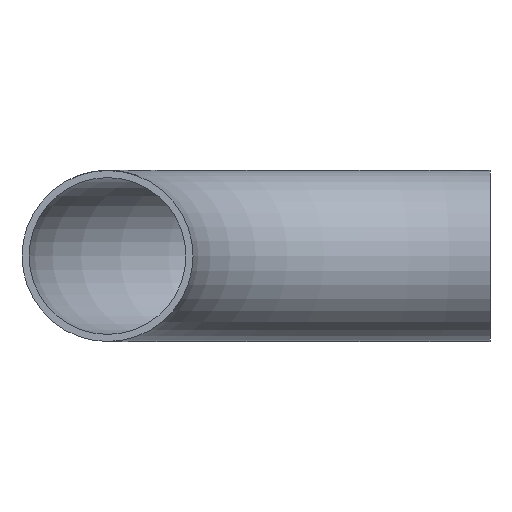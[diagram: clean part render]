
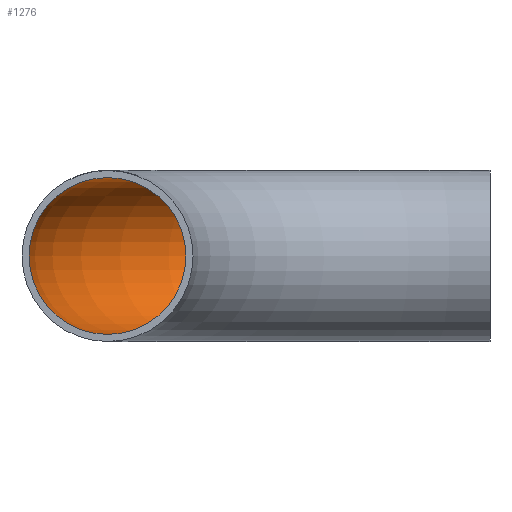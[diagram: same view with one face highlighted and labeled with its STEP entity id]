
A CAD part, front view. The second image highlights one B-rep face of the part: STEP entity #1276.
In plain terms, the highlighted toroidal (fillet/blend) face has major radius 108 mm and minor radius 22.15 mm.
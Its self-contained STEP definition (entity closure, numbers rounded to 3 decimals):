
#810 = VERTEX_POINT ( 'NONE', #3435 ) ;
#1005 = AXIS2_PLACEMENT_3D ( 'NONE', #15860, #7746, #13324 ) ;
#1087 = TOROIDAL_SURFACE ( 'NONE', #15187, 108., 22.15 ) ;
#1276 = ADVANCED_FACE ( 'NONE', ( #8897, #6342 ), #1087, .F. ) ;
#3311 = EDGE_LOOP ( 'NONE', ( #14900 ) ) ;
#3435 = CARTESIAN_POINT ( 'NONE',  ( -108., 0., 22.15 ) ) ;
#3472 = CARTESIAN_POINT ( 'NONE',  ( 0., 0., 0. ) ) ;
#4564 = ORIENTED_EDGE ( 'NONE', *, *, #13937, .T. ) ;
#6342 = FACE_OUTER_BOUND ( 'NONE', #3311, .T. ) ;
#7670 = CARTESIAN_POINT ( 'NONE',  ( 0., 130.15, 0. ) ) ;
#7746 = DIRECTION ( 'NONE',  ( 1., 0., 0. ) ) ;
#7779 = CARTESIAN_POINT ( 'NONE',  ( -108., 0., 0. ) ) ;
#8897 = FACE_OUTER_BOUND ( 'NONE', #17031, .T. ) ;
#9649 = CIRCLE ( 'NONE', #1005, 22.15 ) ;
#10298 = VERTEX_POINT ( 'NONE', #7670 ) ;
#11249 = DIRECTION ( 'NONE',  ( 0., 0., -1. ) ) ;
#11781 = DIRECTION ( 'NONE',  ( -1., 0., 0. ) ) ;
#11941 = DIRECTION ( 'NONE',  ( 0., 0., 1. ) ) ;
#13324 = DIRECTION ( 'NONE',  ( 0., 1., 0. ) ) ;
#13688 = CIRCLE ( 'NONE', #16001, 22.15 ) ;
#13937 = EDGE_CURVE ( 'NONE', #10298, #10298, #9649, .T. ) ;
#14900 = ORIENTED_EDGE ( 'NONE', *, *, #14906, .F. ) ;
#14906 = EDGE_CURVE ( 'NONE', #810, #810, #13688, .T. ) ;
#15187 = AXIS2_PLACEMENT_3D ( 'NONE', #3472, #11249, #11781 ) ;
#15860 = CARTESIAN_POINT ( 'NONE',  ( 0., 108., 0. ) ) ;
#16001 = AXIS2_PLACEMENT_3D ( 'NONE', #7779, #17221, #11941 ) ;
#17031 = EDGE_LOOP ( 'NONE', ( #4564 ) ) ;
#17221 = DIRECTION ( 'NONE',  ( 0., 1., 0. ) ) ;
